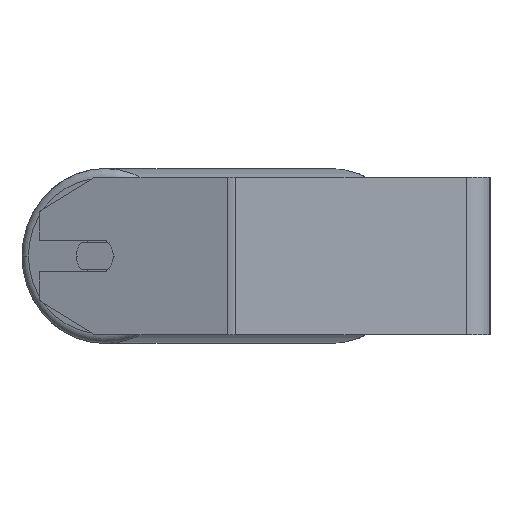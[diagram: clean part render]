
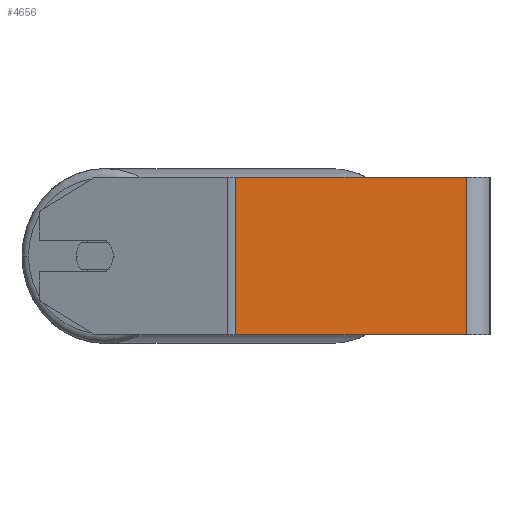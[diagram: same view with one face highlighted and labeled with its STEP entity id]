
A CAD part, left-side view. The second image highlights one B-rep face of the part: STEP entity #4656.
In plain terms, the highlighted planar face has unit normal (-1, 0, 0).
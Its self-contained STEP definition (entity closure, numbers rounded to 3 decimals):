
#77 = CARTESIAN_POINT ( 'NONE',  ( -380., 129.402, -40. ) ) ;
#389 = VECTOR ( 'NONE', #6115, 1000. ) ;
#394 = ORIENTED_EDGE ( 'NONE', *, *, #2874, .F. ) ;
#490 = VECTOR ( 'NONE', #3890, 1000. ) ;
#495 = EDGE_CURVE ( 'NONE', #1809, #4483, #1122, .T. ) ;
#590 = ORIENTED_EDGE ( 'NONE', *, *, #4747, .F. ) ;
#1122 = LINE ( 'NONE', #7250, #490 ) ;
#1145 = CARTESIAN_POINT ( 'NONE',  ( -380., 131.518, 40. ) ) ;
#1236 = ORIENTED_EDGE ( 'NONE', *, *, #495, .T. ) ;
#1809 = VERTEX_POINT ( 'NONE', #77 ) ;
#2169 = VECTOR ( 'NONE', #2329, 1000. ) ;
#2187 = VECTOR ( 'NONE', #6023, 1000. ) ;
#2329 = DIRECTION ( 'NONE',  ( 0., -1., 0. ) ) ;
#2451 = CARTESIAN_POINT ( 'NONE',  ( -380., 12., 40. ) ) ;
#2535 = DIRECTION ( 'NONE',  ( 0., 0., -1. ) ) ;
#2724 = EDGE_CURVE ( 'NONE', #6890, #1809, #4912, .T. ) ;
#2874 = EDGE_CURVE ( 'NONE', #6890, #6641, #4018, .T. ) ;
#3179 = CARTESIAN_POINT ( 'NONE',  ( -380., 129.402, 40. ) ) ;
#3462 = CARTESIAN_POINT ( 'NONE',  ( -380., 12., -40. ) ) ;
#3750 = CARTESIAN_POINT ( 'NONE',  ( -380., 12., 40. ) ) ;
#3890 = DIRECTION ( 'NONE',  ( 0., -1., 0. ) ) ;
#3950 = CARTESIAN_POINT ( 'NONE',  ( -380., 129.402, 40. ) ) ;
#4018 = LINE ( 'NONE', #1145, #2169 ) ;
#4483 = VERTEX_POINT ( 'NONE', #3462 ) ;
#4546 = AXIS2_PLACEMENT_3D ( 'NONE', #6542, #6581, #2535 ) ;
#4656 = ADVANCED_FACE ( 'NONE', ( #6436 ), #4820, .F. ) ;
#4747 = EDGE_CURVE ( 'NONE', #6641, #4483, #4855, .T. ) ;
#4820 = PLANE ( 'NONE',  #4546 ) ;
#4855 = LINE ( 'NONE', #3750, #2187 ) ;
#4912 = LINE ( 'NONE', #3179, #389 ) ;
#5693 = ORIENTED_EDGE ( 'NONE', *, *, #2724, .T. ) ;
#6023 = DIRECTION ( 'NONE',  ( 0., 0., -1. ) ) ;
#6115 = DIRECTION ( 'NONE',  ( 0., 0., -1. ) ) ;
#6261 = EDGE_LOOP ( 'NONE', ( #1236, #590, #394, #5693 ) ) ;
#6436 = FACE_OUTER_BOUND ( 'NONE', #6261, .T. ) ;
#6542 = CARTESIAN_POINT ( 'NONE',  ( -380., 131.518, 40. ) ) ;
#6581 = DIRECTION ( 'NONE',  ( 1., 0., 0. ) ) ;
#6641 = VERTEX_POINT ( 'NONE', #2451 ) ;
#6890 = VERTEX_POINT ( 'NONE', #3950 ) ;
#7250 = CARTESIAN_POINT ( 'NONE',  ( -380., 131.518, -40. ) ) ;
